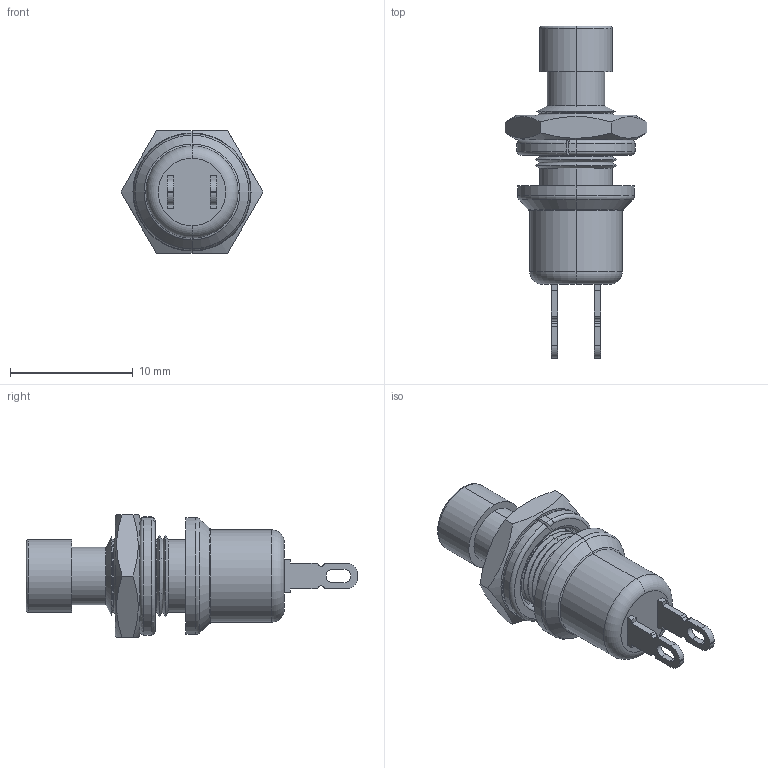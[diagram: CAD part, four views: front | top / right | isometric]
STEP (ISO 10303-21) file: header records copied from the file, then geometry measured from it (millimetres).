
FILE_DESCRIPTION (( 'STEP AP214' ), '1' );
FILE_NAME ('STEP214 Momentary Switch Red Cap.STEP', '2021-07-26T07:40:18', ( '' ), ( '' ), 'SwSTEP 2.0', 'SolidWorks 2021', '' );
FILE_SCHEMA (( 'AUTOMOTIVE_DESIGN' ));
Length unit declared in the file: millimetre
Products named in the file (1): STEP214 Momentary Switch Red Cap
Bounding box: 11.55 x 27 x 10 mm (x, y, z)
Volume: 469.2 mm3; surface area: 1644.5 mm2
Topology: 5 solids, 5 shells, 208 faces, 471 edges, 280 vertices
Faces by surface type: cylinder 89, plane 49, cone 48, torus 22
Entity records: 6264 total; most frequent: CARTESIAN_POINT 1110, DIRECTION 1087, ORIENTED_EDGE 942, EDGE_CURVE 471, AXIS2_PLACEMENT_3D 433, VERTEX_POINT 280, CIRCLE 224, EDGE_LOOP 223
